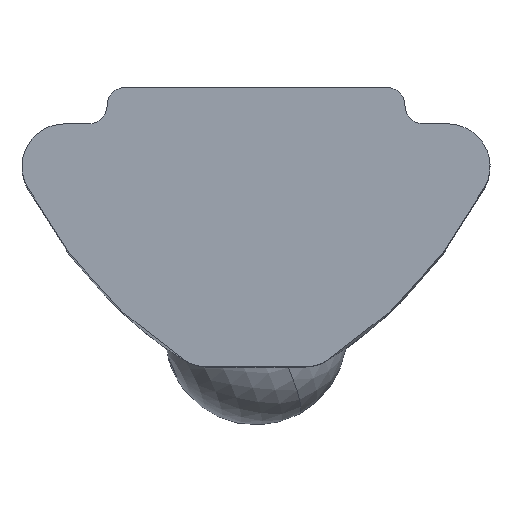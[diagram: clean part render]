
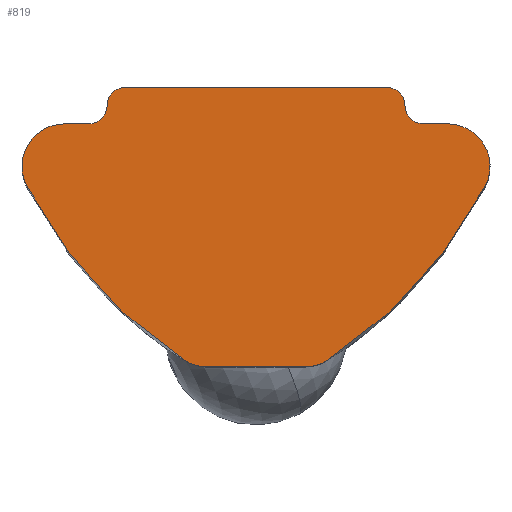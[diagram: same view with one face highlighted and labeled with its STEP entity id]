
A CAD part, top view. The second image highlights one B-rep face of the part: STEP entity #819.
In plain terms, the highlighted planar face has unit normal (0, 0, 1).
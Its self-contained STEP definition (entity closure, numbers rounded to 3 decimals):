
#14 = DIRECTION ( 'NONE',  ( -1., 0., 0. ) ) ;
#30 = AXIS2_PLACEMENT_3D ( 'NONE', #1450, #1224, #1345 ) ;
#32 = ORIENTED_EDGE ( 'NONE', *, *, #1502, .F. ) ;
#38 = CARTESIAN_POINT ( 'NONE',  ( 1.179, -4.487, 12. ) ) ;
#49 = AXIS2_PLACEMENT_3D ( 'NONE', #842, #1088, #495 ) ;
#52 = CIRCLE ( 'NONE', #821, 0.7 ) ;
#59 = PLANE ( 'NONE',  #932 ) ;
#82 = VERTEX_POINT ( 'NONE', #118 ) ;
#91 = LINE ( 'NONE', #987, #1325 ) ;
#118 = CARTESIAN_POINT ( 'NONE',  ( 2.15, 0., 12. ) ) ;
#132 = EDGE_CURVE ( 'NONE', #399, #1266, #423, .T. ) ;
#137 = EDGE_CURVE ( 'NONE', #903, #1090, #850, .T. ) ;
#138 = AXIS2_PLACEMENT_3D ( 'NONE', #803, #1034, #1162 ) ;
#144 = ORIENTED_EDGE ( 'NONE', *, *, #718, .F. ) ;
#164 = CIRCLE ( 'NONE', #902, 0.3 ) ;
#172 = ORIENTED_EDGE ( 'NONE', *, *, #1026, .F. ) ;
#187 = VERTEX_POINT ( 'NONE', #487 ) ;
#191 = EDGE_CURVE ( 'NONE', #1109, #601, #1221, .T. ) ;
#234 = CARTESIAN_POINT ( 'NONE',  ( 2.75, -0.3, 12. ) ) ;
#245 = CARTESIAN_POINT ( 'NONE',  ( 3.15, -1.3, 12. ) ) ;
#253 = DIRECTION ( 'NONE',  ( -1., 0., 0. ) ) ;
#267 = DIRECTION ( 'NONE',  ( 1., 0., 0. ) ) ;
#278 = EDGE_CURVE ( 'NONE', #1090, #937, #463, .T. ) ;
#290 = CARTESIAN_POINT ( 'NONE',  ( 2.45, -0.6, 12. ) ) ;
#296 = VERTEX_POINT ( 'NONE', #721 ) ;
#303 = DIRECTION ( 'NONE',  ( -1., 0., 0. ) ) ;
#306 = CARTESIAN_POINT ( 'NONE',  ( 3.15, -4.6, 12. ) ) ;
#319 = EDGE_CURVE ( 'NONE', #744, #1016, #1451, .T. ) ;
#339 = VERTEX_POINT ( 'NONE', #1331 ) ;
#399 = VERTEX_POINT ( 'NONE', #1337 ) ;
#403 = CIRCLE ( 'NONE', #30, 0.7 ) ;
#407 = VECTOR ( 'NONE', #428, 1000. ) ;
#423 = CIRCLE ( 'NONE', #945, 0.3 ) ;
#428 = DIRECTION ( 'NONE',  ( -1., 0., 0. ) ) ;
#430 = VERTEX_POINT ( 'NONE', #1143 ) ;
#463 = CIRCLE ( 'NONE', #49, 7.5 ) ;
#487 = CARTESIAN_POINT ( 'NONE',  ( 2.45, -0.3, 12. ) ) ;
#488 = ORIENTED_EDGE ( 'NONE', *, *, #1044, .T. ) ;
#495 = DIRECTION ( 'NONE',  ( -1., 0., 0. ) ) ;
#509 = VECTOR ( 'NONE', #253, 1000. ) ;
#518 = ORIENTED_EDGE ( 'NONE', *, *, #598, .F. ) ;
#526 = CIRCLE ( 'NONE', #1390, 0.3 ) ;
#534 = EDGE_LOOP ( 'NONE', ( #1338, #488, #663, #882, #782, #1281, #1268, #536, #144, #1161, #611, #32, #711, #518, #172 ) ) ;
#536 = ORIENTED_EDGE ( 'NONE', *, *, #881, .F. ) ;
#550 = AXIS2_PLACEMENT_3D ( 'NONE', #234, #1194, #838 ) ;
#566 = FACE_OUTER_BOUND ( 'NONE', #534, .T. ) ;
#580 = DIRECTION ( 'NONE',  ( 0., 0., -1. ) ) ;
#592 = CARTESIAN_POINT ( 'NONE',  ( -2.15, -0.3, 12. ) ) ;
#598 = EDGE_CURVE ( 'NONE', #430, #744, #810, .T. ) ;
#601 = VERTEX_POINT ( 'NONE', #1056 ) ;
#607 = AXIS2_PLACEMENT_3D ( 'NONE', #778, #783, #900 ) ;
#611 = ORIENTED_EDGE ( 'NONE', *, *, #137, .F. ) ;
#619 = DIRECTION ( 'NONE',  ( 1., 0., 0. ) ) ;
#623 = AXIS2_PLACEMENT_3D ( 'NONE', #1222, #1107, #985 ) ;
#663 = ORIENTED_EDGE ( 'NONE', *, *, #1233, .F. ) ;
#667 = CARTESIAN_POINT ( 'NONE',  ( 0.799, -4.6, 12. ) ) ;
#708 = DIRECTION ( 'NONE',  ( -1., 0., 0. ) ) ;
#711 = ORIENTED_EDGE ( 'NONE', *, *, #319, .F. ) ;
#718 = EDGE_CURVE ( 'NONE', #937, #726, #403, .T. ) ;
#720 = CARTESIAN_POINT ( 'NONE',  ( 2.15, -0.3, 12. ) ) ;
#721 = CARTESIAN_POINT ( 'NONE',  ( 2.75, -0.6, 12. ) ) ;
#725 = EDGE_CURVE ( 'NONE', #399, #1109, #164, .T. ) ;
#726 = VERTEX_POINT ( 'NONE', #1403 ) ;
#744 = VERTEX_POINT ( 'NONE', #38 ) ;
#778 = CARTESIAN_POINT ( 'NONE',  ( -3.15, -1.3, 12. ) ) ;
#782 = ORIENTED_EDGE ( 'NONE', *, *, #132, .F. ) ;
#783 = DIRECTION ( 'NONE',  ( 0., 0., -1. ) ) ;
#803 = CARTESIAN_POINT ( 'NONE',  ( -2.899, 1.807, 12. ) ) ;
#809 = EDGE_CURVE ( 'NONE', #1266, #82, #91, .T. ) ;
#810 = CIRCLE ( 'NONE', #138, 7.5 ) ;
#819 = ADVANCED_FACE ( 'NONE', ( #566 ), #59, .F. ) ;
#821 = AXIS2_PLACEMENT_3D ( 'NONE', #245, #1075, #14 ) ;
#838 = DIRECTION ( 'NONE',  ( 1., 0., 0. ) ) ;
#842 = CARTESIAN_POINT ( 'NONE',  ( 2.899, 1.807, 12. ) ) ;
#850 = CIRCLE ( 'NONE', #1104, 0.7 ) ;
#853 = CARTESIAN_POINT ( 'NONE',  ( -2.45, -0.6, 12. ) ) ;
#863 = DIRECTION ( 'NONE',  ( 0., 0., -1. ) ) ;
#881 = EDGE_CURVE ( 'NONE', #726, #601, #1399, .T. ) ;
#882 = ORIENTED_EDGE ( 'NONE', *, *, #809, .F. ) ;
#900 = DIRECTION ( 'NONE',  ( -1., 0., 0. ) ) ;
#902 = AXIS2_PLACEMENT_3D ( 'NONE', #1454, #1444, #619 ) ;
#903 = VERTEX_POINT ( 'NONE', #908 ) ;
#908 = CARTESIAN_POINT ( 'NONE',  ( -0.799, -4.6, 12. ) ) ;
#932 = AXIS2_PLACEMENT_3D ( 'NONE', #1239, #1144, #303 ) ;
#937 = VERTEX_POINT ( 'NONE', #1051 ) ;
#945 = AXIS2_PLACEMENT_3D ( 'NONE', #592, #580, #1297 ) ;
#985 = DIRECTION ( 'NONE',  ( -1., 0., 0. ) ) ;
#987 = CARTESIAN_POINT ( 'NONE',  ( 3.15, 0., 12. ) ) ;
#1016 = VERTEX_POINT ( 'NONE', #667 ) ;
#1026 = EDGE_CURVE ( 'NONE', #339, #430, #52, .T. ) ;
#1027 = LINE ( 'NONE', #306, #1101 ) ;
#1034 = DIRECTION ( 'NONE',  ( 0., 0., -1. ) ) ;
#1044 = EDGE_CURVE ( 'NONE', #296, #187, #1431, .T. ) ;
#1051 = CARTESIAN_POINT ( 'NONE',  ( -3.773, -1.62, 12. ) ) ;
#1056 = CARTESIAN_POINT ( 'NONE',  ( -3.15, -0.6, 12. ) ) ;
#1075 = DIRECTION ( 'NONE',  ( 0., 0., -1. ) ) ;
#1076 = DIRECTION ( 'NONE',  ( 0., 0., -1. ) ) ;
#1088 = DIRECTION ( 'NONE',  ( 0., 0., -1. ) ) ;
#1090 = VERTEX_POINT ( 'NONE', #1408 ) ;
#1101 = VECTOR ( 'NONE', #1474, 1000. ) ;
#1104 = AXIS2_PLACEMENT_3D ( 'NONE', #1396, #1076, #708 ) ;
#1107 = DIRECTION ( 'NONE',  ( 0., 0., -1. ) ) ;
#1109 = VERTEX_POINT ( 'NONE', #1300 ) ;
#1143 = CARTESIAN_POINT ( 'NONE',  ( 3.773, -1.62, 12. ) ) ;
#1144 = DIRECTION ( 'NONE',  ( 0., 0., -1. ) ) ;
#1161 = ORIENTED_EDGE ( 'NONE', *, *, #278, .F. ) ;
#1162 = DIRECTION ( 'NONE',  ( -1., 0., 0. ) ) ;
#1194 = DIRECTION ( 'NONE',  ( 0., 0., -1. ) ) ;
#1211 = CARTESIAN_POINT ( 'NONE',  ( -2.15, 0., 12. ) ) ;
#1218 = LINE ( 'NONE', #290, #407 ) ;
#1221 = LINE ( 'NONE', #853, #509 ) ;
#1222 = CARTESIAN_POINT ( 'NONE',  ( 0.799, -3.9, 12. ) ) ;
#1224 = DIRECTION ( 'NONE',  ( 0., 0., -1. ) ) ;
#1233 = EDGE_CURVE ( 'NONE', #82, #187, #526, .T. ) ;
#1239 = CARTESIAN_POINT ( 'NONE',  ( 3.15, -1.3, 12. ) ) ;
#1266 = VERTEX_POINT ( 'NONE', #1211 ) ;
#1268 = ORIENTED_EDGE ( 'NONE', *, *, #191, .T. ) ;
#1281 = ORIENTED_EDGE ( 'NONE', *, *, #725, .T. ) ;
#1297 = DIRECTION ( 'NONE',  ( -1., 0., 0. ) ) ;
#1300 = CARTESIAN_POINT ( 'NONE',  ( -2.75, -0.6, 12. ) ) ;
#1314 = DIRECTION ( 'NONE',  ( -1., 0., 0. ) ) ;
#1325 = VECTOR ( 'NONE', #267, 1000. ) ;
#1331 = CARTESIAN_POINT ( 'NONE',  ( 3.15, -0.6, 12. ) ) ;
#1337 = CARTESIAN_POINT ( 'NONE',  ( -2.45, -0.3, 12. ) ) ;
#1338 = ORIENTED_EDGE ( 'NONE', *, *, #1426, .T. ) ;
#1345 = DIRECTION ( 'NONE',  ( -1., 0., 0. ) ) ;
#1390 = AXIS2_PLACEMENT_3D ( 'NONE', #720, #863, #1314 ) ;
#1396 = CARTESIAN_POINT ( 'NONE',  ( -0.799, -3.9, 12. ) ) ;
#1399 = CIRCLE ( 'NONE', #607, 0.7 ) ;
#1403 = CARTESIAN_POINT ( 'NONE',  ( -3.85, -1.3, 12. ) ) ;
#1408 = CARTESIAN_POINT ( 'NONE',  ( -1.179, -4.487, 12. ) ) ;
#1426 = EDGE_CURVE ( 'NONE', #339, #296, #1218, .T. ) ;
#1431 = CIRCLE ( 'NONE', #550, 0.3 ) ;
#1444 = DIRECTION ( 'NONE',  ( 0., 0., -1. ) ) ;
#1450 = CARTESIAN_POINT ( 'NONE',  ( -3.15, -1.3, 12. ) ) ;
#1451 = CIRCLE ( 'NONE', #623, 0.7 ) ;
#1454 = CARTESIAN_POINT ( 'NONE',  ( -2.75, -0.3, 12. ) ) ;
#1474 = DIRECTION ( 'NONE',  ( -1., 0., 0. ) ) ;
#1502 = EDGE_CURVE ( 'NONE', #1016, #903, #1027, .T. ) ;
